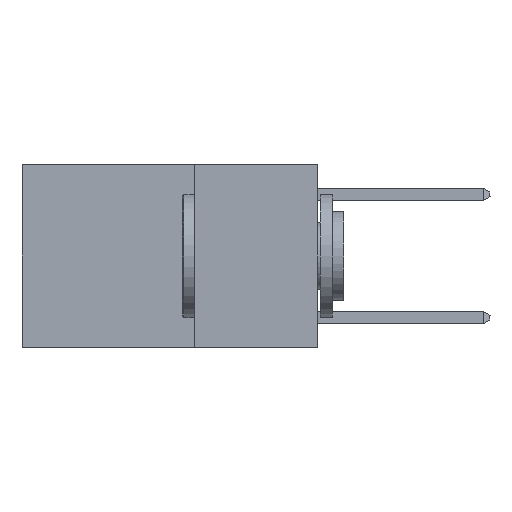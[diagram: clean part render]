
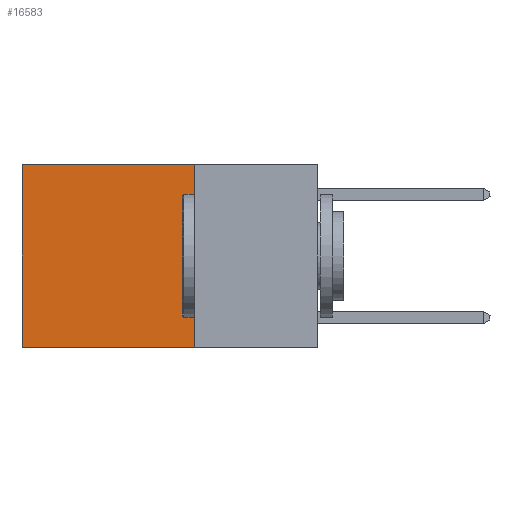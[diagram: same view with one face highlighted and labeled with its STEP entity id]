
A CAD part, left-side view. The second image highlights one B-rep face of the part: STEP entity #16583.
In plain terms, the highlighted planar face has unit normal (-1, 0, 0).
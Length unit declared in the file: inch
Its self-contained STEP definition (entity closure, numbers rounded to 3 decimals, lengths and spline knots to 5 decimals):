
#203 = ORIENTED_EDGE ( 'NONE', *, *, #16366, .F. ) ;
#693 = FACE_OUTER_BOUND ( 'NONE', #22390, .T. ) ;
#747 = CARTESIAN_POINT ( 'NONE',  ( 0.2625, 0.25, 0. ) ) ;
#2042 = VECTOR ( 'NONE', #5490, 39.37008 ) ;
#3979 = CARTESIAN_POINT ( 'NONE',  ( 0.2625, 0.25, 0. ) ) ;
#4341 = ORIENTED_EDGE ( 'NONE', *, *, #19675, .T. ) ;
#5468 = DIRECTION ( 'NONE',  ( 0., 0., -1. ) ) ;
#5490 = DIRECTION ( 'NONE',  ( 0., 1., 0. ) ) ;
#5533 = VERTEX_POINT ( 'NONE', #12592 ) ;
#6484 = VERTEX_POINT ( 'NONE', #17865 ) ;
#7357 = LINE ( 'NONE', #3979, #12220 ) ;
#9414 = AXIS2_PLACEMENT_3D ( 'NONE', #9474, #21317, #16419 ) ;
#9474 = CARTESIAN_POINT ( 'NONE',  ( 0.2625, 0.25, 0. ) ) ;
#9576 = ORIENTED_EDGE ( 'NONE', *, *, #16557, .F. ) ;
#10675 = PLANE ( 'NONE',  #9414 ) ;
#12220 = VECTOR ( 'NONE', #12659, 39.37008 ) ;
#12592 = CARTESIAN_POINT ( 'NONE',  ( 0.2625, 0.25, -0.37 ) ) ;
#12659 = DIRECTION ( 'NONE',  ( 0., 1., 0. ) ) ;
#12762 = EDGE_CURVE ( 'NONE', #14923, #6484, #14234, .T. ) ;
#14234 = LINE ( 'NONE', #14355, #21796 ) ;
#14355 = CARTESIAN_POINT ( 'NONE',  ( 0.2625, 0.6, 0. ) ) ;
#14511 = CARTESIAN_POINT ( 'NONE',  ( 0.2625, 0.25, 0. ) ) ;
#14789 = LINE ( 'NONE', #20119, #2042 ) ;
#14923 = VERTEX_POINT ( 'NONE', #22217 ) ;
#15192 = LINE ( 'NONE', #747, #20141 ) ;
#16232 = VERTEX_POINT ( 'NONE', #14511 ) ;
#16366 = EDGE_CURVE ( 'NONE', #16232, #5533, #15192, .T. ) ;
#16419 = DIRECTION ( 'NONE',  ( 0., 0., -1. ) ) ;
#16557 = EDGE_CURVE ( 'NONE', #5533, #6484, #14789, .T. ) ;
#16583 = ADVANCED_FACE ( 'NONE', ( #693 ), #10675, .F. ) ;
#17865 = CARTESIAN_POINT ( 'NONE',  ( 0.2625, 0.6, -0.37 ) ) ;
#19554 = ORIENTED_EDGE ( 'NONE', *, *, #12762, .T. ) ;
#19675 = EDGE_CURVE ( 'NONE', #16232, #14923, #7357, .T. ) ;
#20063 = DIRECTION ( 'NONE',  ( 0., 0., -1. ) ) ;
#20119 = CARTESIAN_POINT ( 'NONE',  ( 0.2625, 0.25, -0.37 ) ) ;
#20141 = VECTOR ( 'NONE', #20063, 39.37008 ) ;
#21317 = DIRECTION ( 'NONE',  ( 1., 0., 0. ) ) ;
#21796 = VECTOR ( 'NONE', #5468, 39.37008 ) ;
#22217 = CARTESIAN_POINT ( 'NONE',  ( 0.2625, 0.6, 0. ) ) ;
#22390 = EDGE_LOOP ( 'NONE', ( #19554, #9576, #203, #4341 ) ) ;
